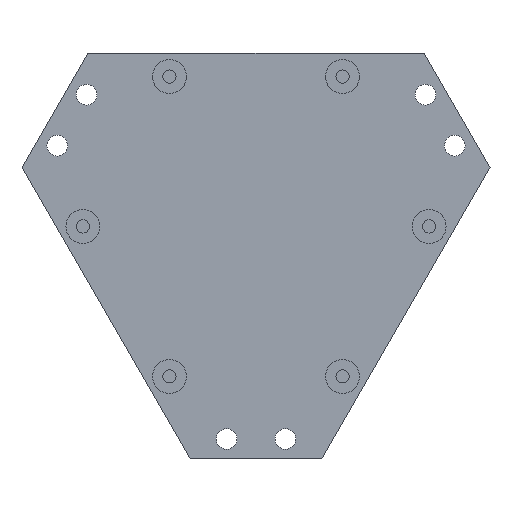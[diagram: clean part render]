
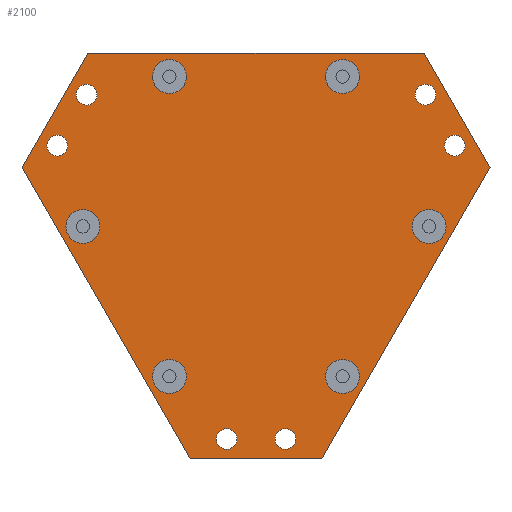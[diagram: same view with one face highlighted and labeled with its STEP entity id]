
A CAD part, top view. The second image highlights one B-rep face of the part: STEP entity #2100.
In plain terms, the highlighted planar face has unit normal (0, 0, 1).
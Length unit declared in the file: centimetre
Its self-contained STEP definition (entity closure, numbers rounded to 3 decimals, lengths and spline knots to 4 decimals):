
#177=VECTOR('',#2929,1.);
#180=VECTOR('',#2933,1.);
#182=VECTOR('',#2936,1.);
#327=VECTOR('',#3260,1.);
#328=VECTOR('',#3261,1.);
#329=VECTOR('',#3262,1.);
#387=LINE('',#2422,#177);
#390=LINE('',#2428,#180);
#392=LINE('',#2432,#182);
#537=LINE('',#2812,#327);
#538=LINE('',#2814,#328);
#539=LINE('',#2816,#329);
#642=PLANE('',#2270);
#695=VERTEX_POINT('',#2376);
#697=VERTEX_POINT('',#2382);
#699=VERTEX_POINT('',#2388);
#701=VERTEX_POINT('',#2394);
#708=VERTEX_POINT('',#2421);
#709=VERTEX_POINT('',#2423);
#710=VERTEX_POINT('',#2427);
#711=VERTEX_POINT('',#2431);
#713=VERTEX_POINT('',#2438);
#715=VERTEX_POINT('',#2444);
#781=VERTEX_POINT('',#2694);
#787=VERTEX_POINT('',#2717);
#793=VERTEX_POINT('',#2740);
#799=VERTEX_POINT('',#2763);
#805=VERTEX_POINT('',#2786);
#811=VERTEX_POINT('',#2809);
#812=VERTEX_POINT('',#2813);
#813=VERTEX_POINT('',#2815);
#821=CIRCLE('',#2114,0.275);
#823=CIRCLE('',#2118,0.275);
#825=CIRCLE('',#2122,0.275);
#827=CIRCLE('',#2126,0.275);
#829=CIRCLE('',#2139,0.275);
#831=CIRCLE('',#2143,0.275);
#835=CIRCLE('',#2208,0.45);
#839=CIRCLE('',#2220,0.45);
#843=CIRCLE('',#2232,0.45);
#847=CIRCLE('',#2244,0.45);
#851=CIRCLE('',#2256,0.45);
#855=CIRCLE('',#2268,0.45);
#905=EDGE_CURVE('',#695,#695,#821,.T.);
#907=EDGE_CURVE('',#697,#697,#823,.T.);
#909=EDGE_CURVE('',#699,#699,#825,.T.);
#911=EDGE_CURVE('',#701,#701,#827,.T.);
#925=EDGE_CURVE('',#708,#709,#387,.T.);
#928=EDGE_CURVE('',#710,#708,#390,.T.);
#930=EDGE_CURVE('',#711,#710,#392,.T.);
#932=EDGE_CURVE('',#713,#713,#829,.T.);
#934=EDGE_CURVE('',#715,#715,#831,.T.);
#1057=EDGE_CURVE('',#781,#781,#835,.T.);
#1066=EDGE_CURVE('',#787,#787,#839,.T.);
#1075=EDGE_CURVE('',#793,#793,#843,.T.);
#1084=EDGE_CURVE('',#799,#799,#847,.T.);
#1093=EDGE_CURVE('',#805,#805,#851,.T.);
#1102=EDGE_CURVE('',#811,#811,#855,.T.);
#1103=EDGE_CURVE('',#812,#711,#537,.T.);
#1104=EDGE_CURVE('',#813,#812,#538,.T.);
#1105=EDGE_CURVE('',#709,#813,#539,.T.);
#1582=ORIENTED_EDGE('',*,*,#1057,.T.);
#1583=ORIENTED_EDGE('',*,*,#1066,.T.);
#1584=ORIENTED_EDGE('',*,*,#1075,.T.);
#1585=ORIENTED_EDGE('',*,*,#1084,.T.);
#1586=ORIENTED_EDGE('',*,*,#1093,.T.);
#1587=ORIENTED_EDGE('',*,*,#1102,.T.);
#1588=ORIENTED_EDGE('',*,*,#934,.T.);
#1589=ORIENTED_EDGE('',*,*,#932,.T.);
#1590=ORIENTED_EDGE('',*,*,#928,.F.);
#1591=ORIENTED_EDGE('',*,*,#930,.F.);
#1592=ORIENTED_EDGE('',*,*,#1103,.F.);
#1593=ORIENTED_EDGE('',*,*,#1104,.F.);
#1594=ORIENTED_EDGE('',*,*,#1105,.F.);
#1595=ORIENTED_EDGE('',*,*,#925,.F.);
#1596=ORIENTED_EDGE('',*,*,#911,.T.);
#1597=ORIENTED_EDGE('',*,*,#909,.T.);
#1598=ORIENTED_EDGE('',*,*,#907,.T.);
#1599=ORIENTED_EDGE('',*,*,#905,.T.);
#1778=EDGE_LOOP('',(#1582));
#1779=EDGE_LOOP('',(#1583));
#1780=EDGE_LOOP('',(#1584));
#1781=EDGE_LOOP('',(#1585));
#1782=EDGE_LOOP('',(#1586));
#1783=EDGE_LOOP('',(#1587));
#1784=EDGE_LOOP('',(#1588));
#1785=EDGE_LOOP('',(#1589));
#1786=EDGE_LOOP('',(#1590,#1591,#1592,#1593,#1594,#1595));
#1787=EDGE_LOOP('',(#1596));
#1788=EDGE_LOOP('',(#1597));
#1789=EDGE_LOOP('',(#1598));
#1790=EDGE_LOOP('',(#1599));
#1960=FACE_BOUND('',#1778,.T.);
#1961=FACE_BOUND('',#1779,.T.);
#1962=FACE_BOUND('',#1780,.T.);
#1963=FACE_BOUND('',#1781,.T.);
#1964=FACE_BOUND('',#1782,.T.);
#1965=FACE_BOUND('',#1783,.T.);
#1966=FACE_BOUND('',#1784,.T.);
#1967=FACE_BOUND('',#1785,.T.);
#1968=FACE_BOUND('',#1786,.T.);
#1969=FACE_BOUND('',#1787,.T.);
#1970=FACE_BOUND('',#1788,.T.);
#1971=FACE_BOUND('',#1789,.T.);
#1972=FACE_BOUND('',#1790,.T.);
#2100=ADVANCED_FACE('',(#1960,#1961,#1962,#1963,#1964,#1965,#1966,#1967,
#1968,#1969,#1970,#1971,#1972),#642,.T.);
#2114=AXIS2_PLACEMENT_3D('',#2375,#2883,#2884);
#2118=AXIS2_PLACEMENT_3D('',#2381,#2891,#2892);
#2122=AXIS2_PLACEMENT_3D('',#2387,#2899,#2900);
#2126=AXIS2_PLACEMENT_3D('',#2393,#2907,#2908);
#2139=AXIS2_PLACEMENT_3D('',#2437,#2943,#2944);
#2143=AXIS2_PLACEMENT_3D('',#2443,#2951,#2952);
#2208=AXIS2_PLACEMENT_3D('',#2693,#3141,#3142);
#2220=AXIS2_PLACEMENT_3D('',#2716,#3164,#3165);
#2232=AXIS2_PLACEMENT_3D('',#2739,#3187,#3188);
#2244=AXIS2_PLACEMENT_3D('',#2762,#3210,#3211);
#2256=AXIS2_PLACEMENT_3D('',#2785,#3233,#3234);
#2268=AXIS2_PLACEMENT_3D('',#2808,#3256,#3257);
#2270=AXIS2_PLACEMENT_3D('',#2811,#3259,$);
#2375=CARTESIAN_POINT('',(-5.2811,2.1471,0.2));
#2376=CARTESIAN_POINT('',(-5.1436,2.3853,0.2));
#2381=CARTESIAN_POINT('',(-4.5,3.5,0.2));
#2382=CARTESIAN_POINT('',(-4.3625,3.7382,0.2));
#2387=CARTESIAN_POINT('',(0.7811,-5.6471,0.2));
#2388=CARTESIAN_POINT('',(0.5061,-5.6471,0.2));
#2393=CARTESIAN_POINT('',(-0.7811,-5.6471,0.2));
#2394=CARTESIAN_POINT('',(-1.0561,-5.6471,0.2));
#2421=CARTESIAN_POINT('',(4.4674,4.6,0.2));
#2422=CARTESIAN_POINT('',(6.2174,1.5689,0.2));
#2423=CARTESIAN_POINT('',(6.2174,1.5689,0.2));
#2427=CARTESIAN_POINT('',(-4.4674,4.6,0.2));
#2428=CARTESIAN_POINT('',(4.4674,4.6,0.2));
#2431=CARTESIAN_POINT('',(-6.2174,1.5689,0.2));
#2432=CARTESIAN_POINT('',(-4.4674,4.6,0.2));
#2437=CARTESIAN_POINT('',(5.2811,2.1471,0.2));
#2438=CARTESIAN_POINT('',(5.4186,1.9089,0.2));
#2443=CARTESIAN_POINT('',(4.5,3.5,0.2));
#2444=CARTESIAN_POINT('',(4.6375,3.2618,0.2));
#2693=CARTESIAN_POINT('',(-2.3,3.9837,0.2));
#2694=CARTESIAN_POINT('',(-2.075,3.594,0.2));
#2716=CARTESIAN_POINT('',(2.3,3.9837,0.2));
#2717=CARTESIAN_POINT('',(2.075,3.594,0.2));
#2739=CARTESIAN_POINT('',(4.6,0.,0.2));
#2740=CARTESIAN_POINT('',(4.15,0.,0.2));
#2762=CARTESIAN_POINT('',(2.3,-3.9837,0.2));
#2763=CARTESIAN_POINT('',(2.075,-3.594,0.2));
#2785=CARTESIAN_POINT('',(-2.3,-3.9837,0.2));
#2786=CARTESIAN_POINT('',(-2.075,-3.594,0.2));
#2808=CARTESIAN_POINT('',(-4.6,0.,0.2));
#2809=CARTESIAN_POINT('',(-4.15,0.,0.2));
#2811=CARTESIAN_POINT('',(0.,0.,0.2));
#2812=CARTESIAN_POINT('',(-6.2174,1.5689,0.2));
#2813=CARTESIAN_POINT('',(-1.75,-6.1689,0.2));
#2814=CARTESIAN_POINT('',(-1.75,-6.1689,0.2));
#2815=CARTESIAN_POINT('',(1.75,-6.1689,0.2));
#2816=CARTESIAN_POINT('',(1.75,-6.1689,0.2));
#2883=DIRECTION('',(0.,0.,-1.));
#2884=DIRECTION('',(-0.138,-0.238,0.));
#2891=DIRECTION('',(0.,0.,-1.));
#2892=DIRECTION('',(-0.138,-0.238,0.));
#2899=DIRECTION('',(0.,0.,-1.));
#2900=DIRECTION('',(0.275,0.,0.));
#2907=DIRECTION('',(0.,0.,-1.));
#2908=DIRECTION('',(0.275,0.,0.));
#2929=DIRECTION('',(0.5,-0.866,0.));
#2933=DIRECTION('',(1.,0.,0.));
#2936=DIRECTION('',(0.5,0.866,0.));
#2943=DIRECTION('',(0.,0.,-1.));
#2944=DIRECTION('',(-0.138,0.238,0.));
#2951=DIRECTION('',(0.,0.,-1.));
#2952=DIRECTION('',(-0.137,0.238,0.));
#3141=DIRECTION('',(0.,0.,-1.));
#3142=DIRECTION('',(0.225,-0.39,0.));
#3164=DIRECTION('',(0.,0.,-1.));
#3165=DIRECTION('',(-0.225,-0.39,0.));
#3187=DIRECTION('',(0.,0.,-1.));
#3188=DIRECTION('',(-0.45,0.,0.));
#3210=DIRECTION('',(0.,0.,-1.));
#3211=DIRECTION('',(-0.225,0.39,0.));
#3233=DIRECTION('',(0.,0.,-1.));
#3234=DIRECTION('',(0.225,0.39,0.));
#3256=DIRECTION('',(0.,0.,-1.));
#3257=DIRECTION('',(0.45,0.,0.));
#3259=DIRECTION('',(0.,0.,1.));
#3260=DIRECTION('',(-0.5,0.866,0.));
#3261=DIRECTION('',(-1.,0.,0.));
#3262=DIRECTION('',(-0.5,-0.866,0.));
